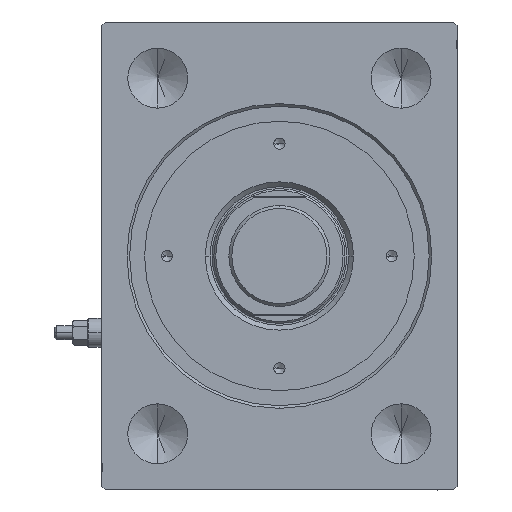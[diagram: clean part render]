
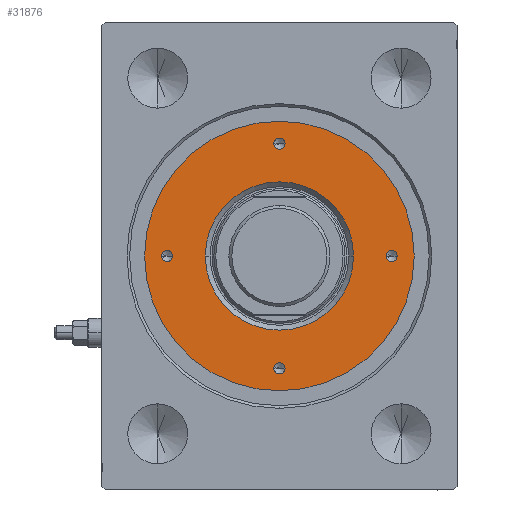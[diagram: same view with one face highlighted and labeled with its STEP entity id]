
A CAD part, left-side view. The second image highlights one B-rep face of the part: STEP entity #31876.
In plain terms, the highlighted face is planar.
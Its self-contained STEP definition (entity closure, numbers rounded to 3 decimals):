
#219 = EDGE_CURVE ( 'NONE', #22468, #41037, #11634, .T. ) ;
#232 = DIRECTION ( 'NONE',  ( 0., 0., 1. ) ) ;
#277 = CIRCLE ( 'NONE', #2457, 1.5 ) ;
#691 = AXIS2_PLACEMENT_3D ( 'NONE', #12774, #40971, #26519 ) ;
#1303 = VERTEX_POINT ( 'NONE', #35925 ) ;
#1448 = EDGE_CURVE ( 'NONE', #18733, #42873, #20421, .T. ) ;
#1685 = VERTEX_POINT ( 'NONE', #26020 ) ;
#1953 = DIRECTION ( 'NONE',  ( 0., 0., 1. ) ) ;
#2457 = AXIS2_PLACEMENT_3D ( 'NONE', #5187, #25569, #19358 ) ;
#2792 = FACE_BOUND ( 'NONE', #43043, .T. ) ;
#3021 = ORIENTED_EDGE ( 'NONE', *, *, #43090, .T. ) ;
#3131 = DIRECTION ( 'NONE',  ( 0., 0., 1. ) ) ;
#3608 = AXIS2_PLACEMENT_3D ( 'NONE', #31279, #35392, #10679 ) ;
#3807 = DIRECTION ( 'NONE',  ( 1., 0., 0. ) ) ;
#3858 = DIRECTION ( 'NONE',  ( 1., 0., 0. ) ) ;
#4268 = ORIENTED_EDGE ( 'NONE', *, *, #36997, .T. ) ;
#4270 = DIRECTION ( 'NONE',  ( 1., 0., 0. ) ) ;
#4555 = VERTEX_POINT ( 'NONE', #24139 ) ;
#5187 = CARTESIAN_POINT ( 'NONE',  ( 30., 0., 14. ) ) ;
#5223 = CARTESIAN_POINT ( 'NONE',  ( -28.5, 0., 14. ) ) ;
#5429 = EDGE_CURVE ( 'NONE', #1685, #4555, #9145, .T. ) ;
#5433 = AXIS2_PLACEMENT_3D ( 'NONE', #25328, #28540, #4270 ) ;
#5658 = DIRECTION ( 'NONE',  ( 0., 0., -1. ) ) ;
#6095 = EDGE_CURVE ( 'NONE', #41037, #22468, #37660, .T. ) ;
#6638 = CARTESIAN_POINT ( 'NONE',  ( -36., 0., 14. ) ) ;
#6718 = EDGE_LOOP ( 'NONE', ( #4268, #3021 ) ) ;
#8106 = ORIENTED_EDGE ( 'NONE', *, *, #27225, .F. ) ;
#8542 = ORIENTED_EDGE ( 'NONE', *, *, #20926, .T. ) ;
#9145 = CIRCLE ( 'NONE', #9872, 1.5 ) ;
#9727 = DIRECTION ( 'NONE',  ( 1., 0., 0. ) ) ;
#9872 = AXIS2_PLACEMENT_3D ( 'NONE', #38568, #27575, #10400 ) ;
#10012 = AXIS2_PLACEMENT_3D ( 'NONE', #44722, #13316, #28411 ) ;
#10111 = EDGE_CURVE ( 'NONE', #31368, #1303, #16621, .T. ) ;
#10400 = DIRECTION ( 'NONE',  ( 1., 0., 0. ) ) ;
#10646 = VERTEX_POINT ( 'NONE', #18820 ) ;
#10679 = DIRECTION ( 'NONE',  ( 1., 0., 0. ) ) ;
#10870 = CARTESIAN_POINT ( 'NONE',  ( 1.5, -30., 14. ) ) ;
#10926 = CIRCLE ( 'NONE', #3608, 36. ) ;
#11634 = CIRCLE ( 'NONE', #40915, 1.5 ) ;
#12774 = CARTESIAN_POINT ( 'NONE',  ( 0., -30., 14. ) ) ;
#13316 = DIRECTION ( 'NONE',  ( 0., 0., 1. ) ) ;
#14515 = CIRCLE ( 'NONE', #45282, 36. ) ;
#14606 = DIRECTION ( 'NONE',  ( 0., 0., 1. ) ) ;
#14826 = CARTESIAN_POINT ( 'NONE',  ( 0., 30., 14. ) ) ;
#15263 = EDGE_LOOP ( 'NONE', ( #37527, #16719 ) ) ;
#15479 = EDGE_LOOP ( 'NONE', ( #41024, #24745 ) ) ;
#16621 = CIRCLE ( 'NONE', #19531, 19.8 ) ;
#16719 = ORIENTED_EDGE ( 'NONE', *, *, #19406, .F. ) ;
#16740 = FACE_OUTER_BOUND ( 'NONE', #6718, .T. ) ;
#17125 = EDGE_CURVE ( 'NONE', #10646, #26801, #22916, .T. ) ;
#17139 = DIRECTION ( 'NONE',  ( 0., 0., 1. ) ) ;
#17283 = CIRCLE ( 'NONE', #28996, 1.5 ) ;
#17357 = CARTESIAN_POINT ( 'NONE',  ( -19.8, 0., 14. ) ) ;
#18733 = VERTEX_POINT ( 'NONE', #10870 ) ;
#18820 = CARTESIAN_POINT ( 'NONE',  ( -31.5, 0., 14. ) ) ;
#19358 = DIRECTION ( 'NONE',  ( 1., 0., 0. ) ) ;
#19406 = EDGE_CURVE ( 'NONE', #4555, #1685, #277, .T. ) ;
#19531 = AXIS2_PLACEMENT_3D ( 'NONE', #27175, #5658, #26714 ) ;
#20101 = AXIS2_PLACEMENT_3D ( 'NONE', #36752, #1953, #9727 ) ;
#20176 = FACE_BOUND ( 'NONE', #15263, .T. ) ;
#20421 = CIRCLE ( 'NONE', #691, 1.5 ) ;
#20926 = EDGE_CURVE ( 'NONE', #1303, #31368, #38353, .T. ) ;
#22468 = VERTEX_POINT ( 'NONE', #30279 ) ;
#22916 = CIRCLE ( 'NONE', #28771, 1.5 ) ;
#23616 = FACE_BOUND ( 'NONE', #15479, .T. ) ;
#24139 = CARTESIAN_POINT ( 'NONE',  ( 28.5, 0., 14. ) ) ;
#24745 = ORIENTED_EDGE ( 'NONE', *, *, #219, .F. ) ;
#24960 = CARTESIAN_POINT ( 'NONE',  ( 0., 0., 14. ) ) ;
#24985 = CARTESIAN_POINT ( 'NONE',  ( 0., -30., 14. ) ) ;
#25064 = VERTEX_POINT ( 'NONE', #30076 ) ;
#25137 = EDGE_LOOP ( 'NONE', ( #33656, #25554 ) ) ;
#25328 = CARTESIAN_POINT ( 'NONE',  ( 0., 0., 14. ) ) ;
#25554 = ORIENTED_EDGE ( 'NONE', *, *, #32085, .F. ) ;
#25569 = DIRECTION ( 'NONE',  ( 0., 0., 1. ) ) ;
#26020 = CARTESIAN_POINT ( 'NONE',  ( 31.5, 0., 14. ) ) ;
#26519 = DIRECTION ( 'NONE',  ( 1., 0., 0. ) ) ;
#26714 = DIRECTION ( 'NONE',  ( 1., 0., 0. ) ) ;
#26801 = VERTEX_POINT ( 'NONE', #5223 ) ;
#27175 = CARTESIAN_POINT ( 'NONE',  ( 0., 0., 14. ) ) ;
#27225 = EDGE_CURVE ( 'NONE', #26801, #10646, #33992, .T. ) ;
#27286 = PLANE ( 'NONE',  #10012 ) ;
#27466 = DIRECTION ( 'NONE',  ( 1., 0., 0. ) ) ;
#27575 = DIRECTION ( 'NONE',  ( 0., 0., 1. ) ) ;
#28191 = CARTESIAN_POINT ( 'NONE',  ( -1.5, -30., 14. ) ) ;
#28411 = DIRECTION ( 'NONE',  ( 1., 0., 0. ) ) ;
#28540 = DIRECTION ( 'NONE',  ( 0., 0., -1. ) ) ;
#28771 = AXIS2_PLACEMENT_3D ( 'NONE', #41468, #17139, #27466 ) ;
#28996 = AXIS2_PLACEMENT_3D ( 'NONE', #24985, #38964, #44203 ) ;
#30076 = CARTESIAN_POINT ( 'NONE',  ( 36., 0., 14. ) ) ;
#30279 = CARTESIAN_POINT ( 'NONE',  ( -1.5, 30., 14. ) ) ;
#30480 = FACE_BOUND ( 'NONE', #32208, .T. ) ;
#31279 = CARTESIAN_POINT ( 'NONE',  ( 0., 0., 14. ) ) ;
#31368 = VERTEX_POINT ( 'NONE', #17357 ) ;
#31876 = ADVANCED_FACE ( 'NONE', ( #30480, #23616, #20176, #34145, #2792, #16740 ), #27286, .T. ) ;
#32085 = EDGE_CURVE ( 'NONE', #42873, #18733, #17283, .T. ) ;
#32208 = EDGE_LOOP ( 'NONE', ( #8106, #33889 ) ) ;
#32219 = VERTEX_POINT ( 'NONE', #6638 ) ;
#33656 = ORIENTED_EDGE ( 'NONE', *, *, #1448, .F. ) ;
#33889 = ORIENTED_EDGE ( 'NONE', *, *, #17125, .F. ) ;
#33992 = CIRCLE ( 'NONE', #20101, 1.5 ) ;
#34145 = FACE_BOUND ( 'NONE', #25137, .T. ) ;
#35392 = DIRECTION ( 'NONE',  ( 0., 0., 1. ) ) ;
#35925 = CARTESIAN_POINT ( 'NONE',  ( 19.8, 0., 14. ) ) ;
#36752 = CARTESIAN_POINT ( 'NONE',  ( -30., 0., 14. ) ) ;
#36997 = EDGE_CURVE ( 'NONE', #32219, #25064, #14515, .T. ) ;
#37348 = ORIENTED_EDGE ( 'NONE', *, *, #10111, .T. ) ;
#37527 = ORIENTED_EDGE ( 'NONE', *, *, #5429, .F. ) ;
#37660 = CIRCLE ( 'NONE', #43528, 1.5 ) ;
#38167 = CARTESIAN_POINT ( 'NONE',  ( 1.5, 30., 14. ) ) ;
#38353 = CIRCLE ( 'NONE', #5433, 19.8 ) ;
#38473 = DIRECTION ( 'NONE',  ( 1., 0., 0. ) ) ;
#38568 = CARTESIAN_POINT ( 'NONE',  ( 30., 0., 14. ) ) ;
#38964 = DIRECTION ( 'NONE',  ( 0., 0., 1. ) ) ;
#40915 = AXIS2_PLACEMENT_3D ( 'NONE', #45062, #3131, #3807 ) ;
#40971 = DIRECTION ( 'NONE',  ( 0., 0., 1. ) ) ;
#41024 = ORIENTED_EDGE ( 'NONE', *, *, #6095, .F. ) ;
#41037 = VERTEX_POINT ( 'NONE', #38167 ) ;
#41468 = CARTESIAN_POINT ( 'NONE',  ( -30., 0., 14. ) ) ;
#42873 = VERTEX_POINT ( 'NONE', #28191 ) ;
#43043 = EDGE_LOOP ( 'NONE', ( #8542, #37348 ) ) ;
#43090 = EDGE_CURVE ( 'NONE', #25064, #32219, #10926, .T. ) ;
#43528 = AXIS2_PLACEMENT_3D ( 'NONE', #14826, #14606, #3858 ) ;
#44203 = DIRECTION ( 'NONE',  ( 1., 0., 0. ) ) ;
#44722 = CARTESIAN_POINT ( 'NONE',  ( 0., 0., 14. ) ) ;
#45062 = CARTESIAN_POINT ( 'NONE',  ( 0., 30., 14. ) ) ;
#45282 = AXIS2_PLACEMENT_3D ( 'NONE', #24960, #232, #38473 ) ;
